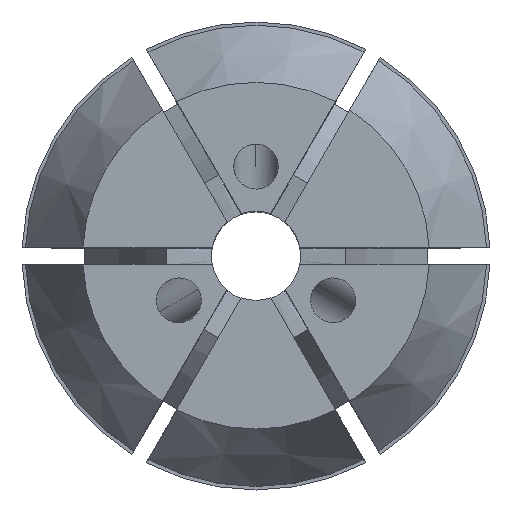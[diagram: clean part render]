
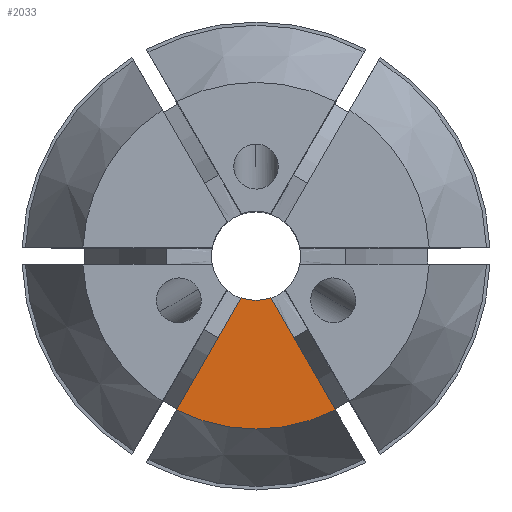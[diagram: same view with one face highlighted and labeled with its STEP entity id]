
A CAD part, top view. The second image highlights one B-rep face of the part: STEP entity #2033.
In plain terms, the highlighted planar face has unit normal (0, 0, 1).
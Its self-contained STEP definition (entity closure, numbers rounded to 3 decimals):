
#90 = VECTOR ( 'NONE', #985, 1000. ) ;
#310 = CARTESIAN_POINT ( 'NONE',  ( 0.658, -1.889, 31.5 ) ) ;
#370 = AXIS2_PLACEMENT_3D ( 'NONE', #396, #2981, #1701 ) ;
#396 = CARTESIAN_POINT ( 'NONE',  ( 0., 7.778, 31.5 ) ) ;
#414 = EDGE_CURVE ( 'NONE', #666, #1104, #426, .T. ) ;
#426 = LINE ( 'NONE', #3847, #90 ) ;
#597 = DIRECTION ( 'NONE',  ( 1., 0., 0. ) ) ;
#666 = VERTEX_POINT ( 'NONE', #310 ) ;
#821 = EDGE_LOOP ( 'NONE', ( #3695, #1524, #4152, #4031 ) ) ;
#893 = AXIS2_PLACEMENT_3D ( 'NONE', #2496, #2807, #3130 ) ;
#985 = DIRECTION ( 'NONE',  ( 0.5, -0.866, 0. ) ) ;
#1104 = VERTEX_POINT ( 'NONE', #1761 ) ;
#1255 = CIRCLE ( 'NONE', #3813, 2. ) ;
#1474 = CIRCLE ( 'NONE', #893, 7.778 ) ;
#1524 = ORIENTED_EDGE ( 'NONE', *, *, #2077, .T. ) ;
#1693 = VECTOR ( 'NONE', #2048, 1000. ) ;
#1701 = DIRECTION ( 'NONE',  ( 1., 0., 0. ) ) ;
#1761 = CARTESIAN_POINT ( 'NONE',  ( 3.56, -6.916, 31.5 ) ) ;
#1909 = CARTESIAN_POINT ( 'NONE',  ( -0.658, -1.889, 31.5 ) ) ;
#2033 = ADVANCED_FACE ( 'NONE', ( #3535 ), #2363, .T. ) ;
#2034 = CARTESIAN_POINT ( 'NONE',  ( 3.693, 5.646, 31.5 ) ) ;
#2048 = DIRECTION ( 'NONE',  ( -0.5, -0.866, 0. ) ) ;
#2077 = EDGE_CURVE ( 'NONE', #2948, #3667, #2399, .T. ) ;
#2238 = EDGE_CURVE ( 'NONE', #2948, #666, #1255, .T. ) ;
#2363 = PLANE ( 'NONE',  #370 ) ;
#2399 = LINE ( 'NONE', #2034, #1693 ) ;
#2496 = CARTESIAN_POINT ( 'NONE',  ( 0., 0., 31.5 ) ) ;
#2533 = DIRECTION ( 'NONE',  ( 0., 0., 1. ) ) ;
#2807 = DIRECTION ( 'NONE',  ( 0., 0., -1. ) ) ;
#2864 = CARTESIAN_POINT ( 'NONE',  ( 0., 0., 31.5 ) ) ;
#2948 = VERTEX_POINT ( 'NONE', #1909 ) ;
#2981 = DIRECTION ( 'NONE',  ( 0., 0., 1. ) ) ;
#3130 = DIRECTION ( 'NONE',  ( -1., 0., 0. ) ) ;
#3530 = CARTESIAN_POINT ( 'NONE',  ( -3.56, -6.916, 31.5 ) ) ;
#3535 = FACE_OUTER_BOUND ( 'NONE', #821, .T. ) ;
#3667 = VERTEX_POINT ( 'NONE', #3530 ) ;
#3695 = ORIENTED_EDGE ( 'NONE', *, *, #2238, .F. ) ;
#3813 = AXIS2_PLACEMENT_3D ( 'NONE', #2864, #2533, #597 ) ;
#3847 = CARTESIAN_POINT ( 'NONE',  ( -3.693, 5.646, 31.5 ) ) ;
#4031 = ORIENTED_EDGE ( 'NONE', *, *, #414, .F. ) ;
#4127 = EDGE_CURVE ( 'NONE', #1104, #3667, #1474, .T. ) ;
#4152 = ORIENTED_EDGE ( 'NONE', *, *, #4127, .F. ) ;
